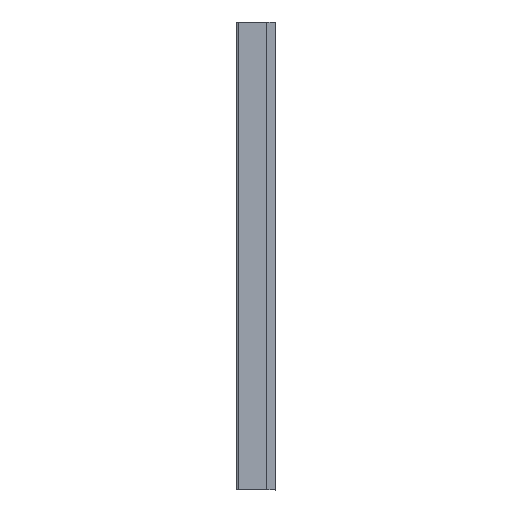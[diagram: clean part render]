
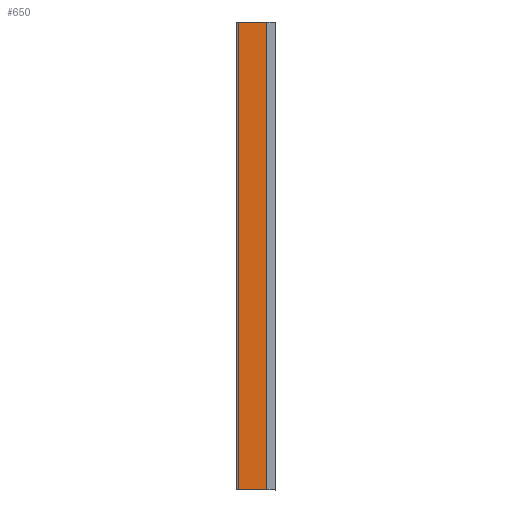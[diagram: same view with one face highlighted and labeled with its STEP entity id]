
A CAD part, left-side view. The second image highlights one B-rep face of the part: STEP entity #650.
In plain terms, the highlighted planar face has unit normal (-1, 0, 0).
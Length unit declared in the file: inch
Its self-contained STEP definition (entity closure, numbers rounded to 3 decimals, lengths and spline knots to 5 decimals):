
#18 = VERTEX_POINT ( 'NONE', #291 ) ;
#29 = CARTESIAN_POINT ( 'NONE',  ( -1.10236, 3.8189, 48. ) ) ;
#33 = CARTESIAN_POINT ( 'NONE',  ( -1.10236, 0.94488, 48. ) ) ;
#52 = EDGE_CURVE ( 'NONE', #438, #362, #654, .T. ) ;
#68 = FACE_OUTER_BOUND ( 'NONE', #643, .T. ) ;
#98 = CARTESIAN_POINT ( 'NONE',  ( -1.10236, 0.94488, 24. ) ) ;
#112 = DIRECTION ( 'NONE',  ( 0., -1., 0. ) ) ;
#119 = LINE ( 'NONE', #239, #459 ) ;
#121 = PLANE ( 'NONE',  #744 ) ;
#144 = CARTESIAN_POINT ( 'NONE',  ( -1.10236, 0.94488, 0. ) ) ;
#239 = CARTESIAN_POINT ( 'NONE',  ( -1.10236, 3.8189, 24. ) ) ;
#264 = DIRECTION ( 'NONE',  ( 0., -1., 0. ) ) ;
#291 = CARTESIAN_POINT ( 'NONE',  ( -1.10236, 3.8189, 0. ) ) ;
#331 = DIRECTION ( 'NONE',  ( 0., 0., -1. ) ) ;
#333 = VECTOR ( 'NONE', #264, 39.37008 ) ;
#343 = EDGE_CURVE ( 'NONE', #18, #773, #392, .T. ) ;
#362 = VERTEX_POINT ( 'NONE', #33 ) ;
#384 = VECTOR ( 'NONE', #331, 39.37008 ) ;
#392 = LINE ( 'NONE', #750, #333 ) ;
#397 = CARTESIAN_POINT ( 'NONE',  ( -1.10236, 2.02756, 48. ) ) ;
#407 = EDGE_CURVE ( 'NONE', #362, #773, #645, .T. ) ;
#414 = ORIENTED_EDGE ( 'NONE', *, *, #407, .F. ) ;
#417 = DIRECTION ( 'NONE',  ( 0., 0., -1. ) ) ;
#438 = VERTEX_POINT ( 'NONE', #29 ) ;
#459 = VECTOR ( 'NONE', #669, 39.37008 ) ;
#493 = ORIENTED_EDGE ( 'NONE', *, *, #52, .F. ) ;
#625 = DIRECTION ( 'NONE',  ( 1., 0., 0. ) ) ;
#632 = EDGE_CURVE ( 'NONE', #18, #438, #119, .T. ) ;
#643 = EDGE_LOOP ( 'NONE', ( #414, #493, #668, #717 ) ) ;
#645 = LINE ( 'NONE', #98, #384 ) ;
#650 = ADVANCED_FACE ( 'NONE', ( #68 ), #121, .F. ) ;
#654 = LINE ( 'NONE', #397, #760 ) ;
#668 = ORIENTED_EDGE ( 'NONE', *, *, #632, .F. ) ;
#669 = DIRECTION ( 'NONE',  ( 0., 0., 1. ) ) ;
#676 = CARTESIAN_POINT ( 'NONE',  ( -1.10236, 0.94488, 48. ) ) ;
#717 = ORIENTED_EDGE ( 'NONE', *, *, #343, .T. ) ;
#744 = AXIS2_PLACEMENT_3D ( 'NONE', #676, #625, #417 ) ;
#750 = CARTESIAN_POINT ( 'NONE',  ( -1.10236, 2.02756, 0. ) ) ;
#760 = VECTOR ( 'NONE', #112, 39.37008 ) ;
#773 = VERTEX_POINT ( 'NONE', #144 ) ;
